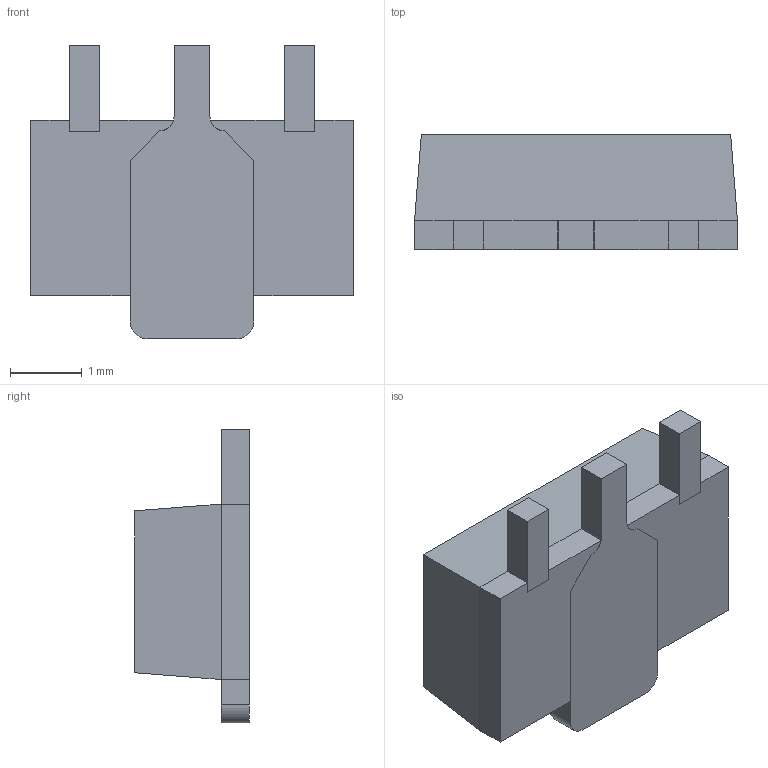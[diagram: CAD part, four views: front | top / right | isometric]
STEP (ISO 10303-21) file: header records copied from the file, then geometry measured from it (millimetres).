
FILE_DESCRIPTION(('FreeCAD Model'),'2;1');
FILE_NAME('Open CASCADE Shape Model','2023-03-06T14:52:44',('Author'),( ''),'Open CASCADE STEP processor 7.6','FreeCAD','Unknown');
FILE_SCHEMA(('AUTOMOTIVE_DESIGN { 1 0 10303 214 1 1 1 1 }'));
Length unit declared in the file: millimetre
Products named in the file (1): L78L06ABUTR
Bounding box: 4.5 x 1.6 x 4.09 mm (x, y, z)
Volume: 17.8 mm3; surface area: 63.7 mm2
Topology: 4 solids, 4 shells, 56 faces, 132 edges, 84 vertices
Faces by surface type: plane 50, cylinder 6
Entity records: 3737 total; most frequent: CARTESIAN_POINT 561, DIRECTION 518, LINE 372, VECTOR 372, ORIENTED_EDGE 264, PCURVE 264, DEFINITIONAL_REPRESENTATION 264, EDGE_CURVE 132
